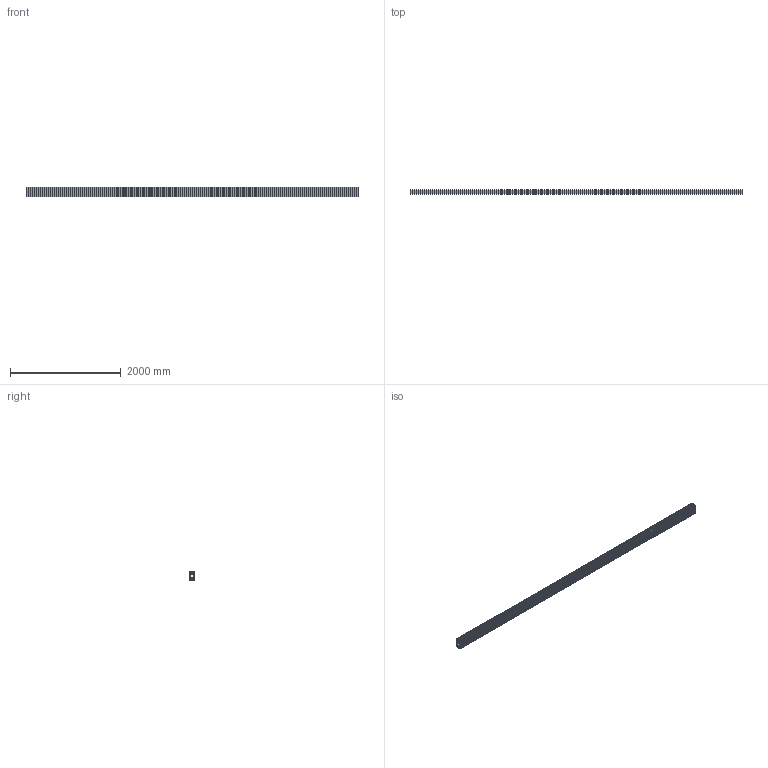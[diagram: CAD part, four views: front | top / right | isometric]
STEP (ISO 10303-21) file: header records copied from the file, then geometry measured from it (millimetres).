
FILE_DESCRIPTION (( 'STEP AP214' ), '1' );
FILE_NAME ('201095_Profil 90x180 Nut 10.STEP', '2019-01-29T08:39:20', ( '' ), ( '' ), 'SwSTEP 2.0', 'SolidWorks 2017', '' );
FILE_SCHEMA (( 'AUTOMOTIVE_DESIGN' ));
Length unit declared in the file: millimetre
Products named in the file (1): 201095_Profil 90x180 Nut 10
Bounding box: 6000 x 90 x 180 mm (x, y, z)
Volume: 38067854.3 mm3; surface area: 13431771.8 mm2
Topology: 1 solids, 1 shells, 298 faces, 888 edges, 592 vertices
Faces by surface type: plane 274, cylinder 24
Entity records: 9910 total; most frequent: CARTESIAN_POINT 1779, ORIENTED_EDGE 1776, DIRECTION 1534, EDGE_CURVE 888, VECTOR 840, LINE 840, VERTEX_POINT 592, AXIS2_PLACEMENT_3D 347
